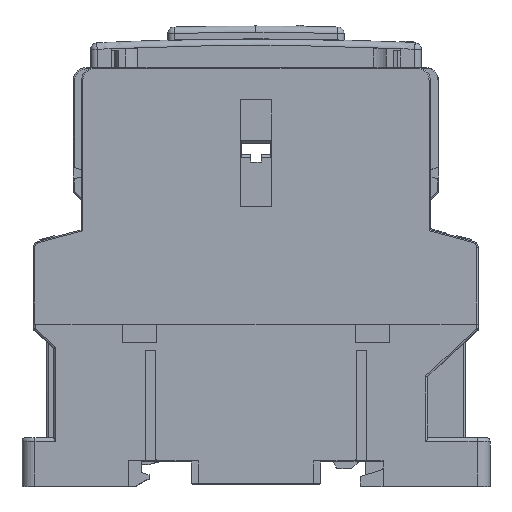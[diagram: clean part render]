
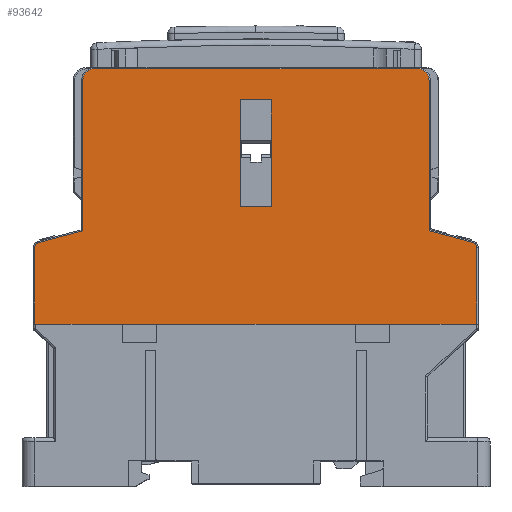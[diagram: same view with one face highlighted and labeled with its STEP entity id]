
A CAD part, top view. The second image highlights one B-rep face of the part: STEP entity #93642.
In plain terms, the highlighted planar face has unit normal (0, 0, 1).
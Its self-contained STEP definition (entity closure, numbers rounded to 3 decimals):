
#7399=DIRECTION('',(1.,0.,0.));
#7400=VECTOR('',#7399,13.431);
#7401=CARTESIAN_POINT('',(20.658,19.778,22.467));
#7402=LINE('',#7401,#7400);
#7403=DIRECTION('',(1.,0.,0.));
#7404=VECTOR('',#7403,5.316);
#7405=CARTESIAN_POINT('',(15.342,19.778,22.467));
#7406=LINE('',#7405,#7404);
#7407=DIRECTION('',(1.,0.,0.));
#7408=VECTOR('',#7407,30.692);
#7409=CARTESIAN_POINT('',(-15.35,19.778,22.467));
#7410=LINE('',#7409,#7408);
#7411=DIRECTION('',(1.,0.,0.));
#7412=VECTOR('',#7411,5.316);
#7413=CARTESIAN_POINT('',(-20.666,19.778,22.467));
#7414=LINE('',#7413,#7412);
#7415=DIRECTION('',(1.,0.,0.));
#7416=VECTOR('',#7415,13.431);
#7417=CARTESIAN_POINT('',(-34.097,19.778,22.467));
#7418=LINE('',#7417,#7416);
#7419=DIRECTION('',(1.,0.,0.));
#7420=VECTOR('',#7419,0.119);
#7421=CARTESIAN_POINT('',(-34.216,19.778,22.467));
#7422=LINE('',#7421,#7420);
#7423=CARTESIAN_POINT('',(-33.413,31.62,22.467));
#7424=DIRECTION('',(0.,0.,1.));
#7425=DIRECTION('',(-0.259,0.966,0.));
#7426=AXIS2_PLACEMENT_3D('',#7423,#7424,#7425);
#7428=DIRECTION('',(-0.966,-0.259,0.));
#7429=VECTOR('',#7428,7.068);
#7430=CARTESIAN_POINT('',(-26.793,34.224,22.467));
#7431=LINE('',#7430,#7429);
#7432=CARTESIAN_POINT('',(-24.988,57.491,22.467));
#7433=DIRECTION('',(0.,0.,1.));
#7434=DIRECTION('',(0.,1.,0.));
#7435=AXIS2_PLACEMENT_3D('',#7432,#7433,#7434);
#7437=CARTESIAN_POINT('',(24.961,57.491,22.467));
#7438=DIRECTION('',(0.,0.,1.));
#7439=DIRECTION('',(1.,0.,0.));
#7440=AXIS2_PLACEMENT_3D('',#7437,#7438,#7439);
#7442=DIRECTION('',(-0.966,0.259,0.));
#7443=VECTOR('',#7442,7.068);
#7444=CARTESIAN_POINT('',(33.594,32.395,22.467));
#7445=LINE('',#7444,#7443);
#7446=CARTESIAN_POINT('',(33.387,31.62,22.467));
#7447=DIRECTION('',(0.,0.,1.));
#7448=DIRECTION('',(1.,0.,0.));
#7449=AXIS2_PLACEMENT_3D('',#7446,#7447,#7448);
#7451=DIRECTION('',(1.,0.,0.));
#7452=VECTOR('',#7451,0.1);
#7453=CARTESIAN_POINT('',(34.089,19.778,22.467));
#7454=LINE('',#7453,#7452);
#7455=DIRECTION('',(-1.,0.,0.));
#7456=VECTOR('',#7455,4.814);
#7457=CARTESIAN_POINT('',(2.394,37.932,22.467));
#7458=LINE('',#7457,#7456);
#7459=DIRECTION('',(0.,-1.,0.));
#7460=VECTOR('',#7459,16.55);
#7461=CARTESIAN_POINT('',(2.394,54.482,22.467));
#7462=LINE('',#7461,#7460);
#7463=DIRECTION('',(1.,0.,0.));
#7464=VECTOR('',#7463,4.814);
#7465=CARTESIAN_POINT('',(-2.42,54.482,22.467));
#7466=LINE('',#7465,#7464);
#7467=DIRECTION('',(0.,1.,0.));
#7468=VECTOR('',#7467,16.55);
#7469=CARTESIAN_POINT('',(-2.42,37.932,22.467));
#7470=LINE('',#7469,#7468);
#33994=DIRECTION('',(1.,0.,0.));
#33995=VECTOR('',#33994,49.949);
#33996=CARTESIAN_POINT('',(-24.988,59.296,
22.467));
#33997=LINE('',#33996,#33995);
#34033=DIRECTION('',(0.,-1.,0.));
#34034=VECTOR('',#34033,23.266);
#34035=CARTESIAN_POINT('',(26.767,57.491,22.467));
#34036=LINE('',#34035,#34034);
#34068=DIRECTION('',(0.,-1.,0.));
#34069=VECTOR('',#34068,11.842);
#34070=CARTESIAN_POINT('',(34.189,31.62,22.467));
#34071=LINE('',#34070,#34069);
#35030=DIRECTION('',(0.,1.,0.));
#35031=VECTOR('',#35030,23.266);
#35032=CARTESIAN_POINT('',(-26.793,34.224,
22.467));
#35033=LINE('',#35032,#35031);
#35073=DIRECTION('',(0.,1.,0.));
#35074=VECTOR('',#35073,11.842);
#35075=CARTESIAN_POINT('',(-34.216,19.778,
22.467));
#35076=LINE('',#35075,#35074);
#67653=CARTESIAN_POINT('',(-2.42,54.482,
22.467));
#67655=VERTEX_POINT('',#67653);
#67780=CARTESIAN_POINT('',(2.394,54.482,22.467));
#67782=VERTEX_POINT('',#67780);
#67881=CARTESIAN_POINT('',(2.394,37.932,22.467));
#67883=VERTEX_POINT('',#67881);
#68149=CARTESIAN_POINT('',(-2.42,37.932,
22.467));
#68151=VERTEX_POINT('',#68149);
#69401=CARTESIAN_POINT('',(34.089,19.778,22.467));
#69402=VERTEX_POINT('',#69401);
#71311=CARTESIAN_POINT('',(-15.35,19.778,
22.467));
#71312=CARTESIAN_POINT('',(15.342,19.778,22.467));
#71313=VERTEX_POINT('',#71311);
#71314=VERTEX_POINT('',#71312);
#72274=CARTESIAN_POINT('',(-20.666,19.778,
22.467));
#72275=VERTEX_POINT('',#72274);
#72795=CARTESIAN_POINT('',(20.658,19.778,22.467));
#72796=VERTEX_POINT('',#72795);
#73063=CARTESIAN_POINT('',(-34.097,19.778,
22.467));
#73064=VERTEX_POINT('',#73063);
#77178=CARTESIAN_POINT('',(-24.988,59.296,
22.467));
#77179=CARTESIAN_POINT('',(-26.793,57.491,
22.467));
#77180=VERTEX_POINT('',#77178);
#77181=VERTEX_POINT('',#77179);
#77198=CARTESIAN_POINT('',(34.189,31.62,22.467));
#77199=CARTESIAN_POINT('',(34.189,19.778,22.467));
#77200=VERTEX_POINT('',#77198);
#77201=VERTEX_POINT('',#77199);
#77380=CARTESIAN_POINT('',(26.767,57.491,22.467));
#77381=CARTESIAN_POINT('',(26.767,34.224,22.467));
#77382=VERTEX_POINT('',#77380);
#77383=VERTEX_POINT('',#77381);
#77396=CARTESIAN_POINT('',(-26.793,34.224,
22.467));
#77397=VERTEX_POINT('',#77396);
#77486=CARTESIAN_POINT('',(33.594,32.395,22.467));
#77487=VERTEX_POINT('',#77486);
#77488=CARTESIAN_POINT('',(-34.216,19.778,
22.467));
#77489=CARTESIAN_POINT('',(-34.216,31.62,
22.467));
#77490=VERTEX_POINT('',#77488);
#77491=VERTEX_POINT('',#77489);
#77527=CARTESIAN_POINT('',(24.961,59.296,22.467));
#77528=VERTEX_POINT('',#77527);
#77630=CARTESIAN_POINT('',(-33.621,32.395,
22.467));
#77631=VERTEX_POINT('',#77630);
#93593=CARTESIAN_POINT('',(-37.627,-6.551,
22.467));
#93594=DIRECTION('',(0.,0.,1.));
#93595=DIRECTION('',(1.,0.,0.));
#93596=AXIS2_PLACEMENT_3D('',#93593,#93594,#93595);
#93597=PLANE('',#93596);
#93598=ORIENTED_EDGE('',*,*,#93558,.F.);
#93600=ORIENTED_EDGE('',*,*,#93599,.F.);
#93601=ORIENTED_EDGE('',*,*,#93550,.F.);
#93603=ORIENTED_EDGE('',*,*,#93602,.F.);
#93604=ORIENTED_EDGE('',*,*,#93542,.F.);
#93606=ORIENTED_EDGE('',*,*,#93605,.F.);
#93608=ORIENTED_EDGE('',*,*,#93607,.T.);
#93610=ORIENTED_EDGE('',*,*,#93609,.F.);
#93612=ORIENTED_EDGE('',*,*,#93611,.F.);
#93614=ORIENTED_EDGE('',*,*,#93613,.T.);
#93616=ORIENTED_EDGE('',*,*,#93615,.F.);
#93618=ORIENTED_EDGE('',*,*,#93617,.T.);
#93620=ORIENTED_EDGE('',*,*,#93619,.F.);
#93622=ORIENTED_EDGE('',*,*,#93621,.T.);
#93624=ORIENTED_EDGE('',*,*,#93623,.F.);
#93626=ORIENTED_EDGE('',*,*,#93625,.F.);
#93628=ORIENTED_EDGE('',*,*,#93627,.T.);
#93629=ORIENTED_EDGE('',*,*,#93583,.F.);
#93630=EDGE_LOOP('',(#93598,#93600,#93601,#93603,#93604,#93606,#93608,#93610,
#93612,#93614,#93616,#93618,#93620,#93622,#93624,#93626,#93628,#93629));
#93631=FACE_OUTER_BOUND('',#93630,.F.);
#93633=ORIENTED_EDGE('',*,*,#93632,.F.);
#93635=ORIENTED_EDGE('',*,*,#93634,.F.);
#93637=ORIENTED_EDGE('',*,*,#93636,.F.);
#93639=ORIENTED_EDGE('',*,*,#93638,.F.);
#93640=EDGE_LOOP('',(#93633,#93635,#93637,#93639));
#93641=FACE_BOUND('',#93640,.F.);
#93642=ADVANCED_FACE('',(#93631,#93641),#93597,.T.);
#7427=CIRCLE('',#7426,0.802);
#7436=CIRCLE('',#7435,1.805);
#7441=CIRCLE('',#7440,1.805);
#7450=CIRCLE('',#7449,0.802);
#93542=EDGE_CURVE('',#73064,#72275,#7418,.T.);
#93550=EDGE_CURVE('',#71313,#71314,#7410,.T.);
#93558=EDGE_CURVE('',#72796,#69402,#7402,.T.);
#93583=EDGE_CURVE('',#69402,#77201,#7454,.T.);
#93599=EDGE_CURVE('',#71314,#72796,#7406,.T.);
#93602=EDGE_CURVE('',#72275,#71313,#7414,.T.);
#93605=EDGE_CURVE('',#77490,#73064,#7422,.T.);
#93607=EDGE_CURVE('',#77490,#77491,#35076,.T.);
#93609=EDGE_CURVE('',#77631,#77491,#7427,.T.);
#93611=EDGE_CURVE('',#77397,#77631,#7431,.T.);
#93613=EDGE_CURVE('',#77397,#77181,#35033,.T.);
#93615=EDGE_CURVE('',#77180,#77181,#7436,.T.);
#93617=EDGE_CURVE('',#77180,#77528,#33997,.T.);
#93619=EDGE_CURVE('',#77382,#77528,#7441,.T.);
#93621=EDGE_CURVE('',#77382,#77383,#34036,.T.);
#93623=EDGE_CURVE('',#77487,#77383,#7445,.T.);
#93625=EDGE_CURVE('',#77200,#77487,#7450,.T.);
#93627=EDGE_CURVE('',#77200,#77201,#34071,.T.);
#93632=EDGE_CURVE('',#67883,#68151,#7458,.T.);
#93634=EDGE_CURVE('',#67782,#67883,#7462,.T.);
#93636=EDGE_CURVE('',#67655,#67782,#7466,.T.);
#93638=EDGE_CURVE('',#68151,#67655,#7470,.T.);
